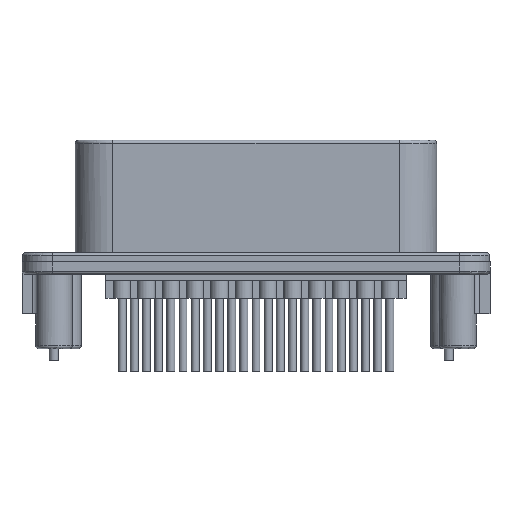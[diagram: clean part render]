
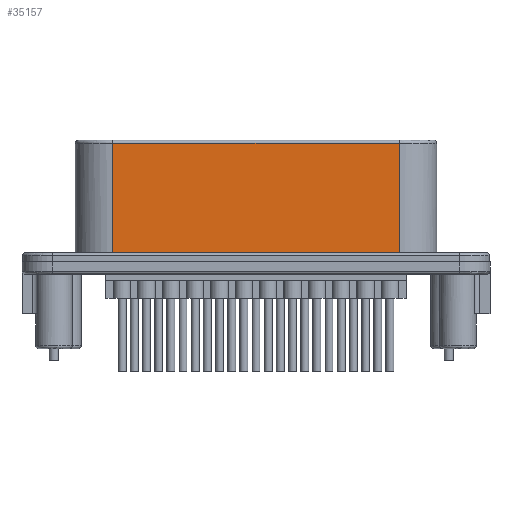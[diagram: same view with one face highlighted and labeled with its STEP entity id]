
A CAD part, front view. The second image highlights one B-rep face of the part: STEP entity #35157.
In plain terms, the highlighted planar face has unit normal (0, -1, 0).
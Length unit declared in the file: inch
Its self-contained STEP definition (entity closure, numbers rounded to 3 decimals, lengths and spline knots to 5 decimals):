
#521 = VECTOR ( 'NONE', #25558, 39.37008 ) ;
#1712 = EDGE_CURVE ( 'NONE', #30464, #14659, #1964, .T. ) ;
#1964 = LINE ( 'NONE', #35337, #11968 ) ;
#2618 = VERTEX_POINT ( 'NONE', #3752 ) ;
#3304 = ORIENTED_EDGE ( 'NONE', *, *, #18991, .T. ) ;
#3752 = CARTESIAN_POINT ( 'NONE',  ( -0.9252, -0.46457, -0.76772 ) ) ;
#4820 = CARTESIAN_POINT ( 'NONE',  ( 0.9252, -0.46457, 0. ) ) ;
#4823 = FACE_OUTER_BOUND ( 'NONE', #27314, .T. ) ;
#5587 = VERTEX_POINT ( 'NONE', #16027 ) ;
#5601 = DIRECTION ( 'NONE',  ( -1., 0., 0. ) ) ;
#8252 = ORIENTED_EDGE ( 'NONE', *, *, #11911, .F. ) ;
#8763 = CARTESIAN_POINT ( 'NONE',  ( -0.9252, -0.46457, 0. ) ) ;
#9338 = EDGE_CURVE ( 'NONE', #5587, #30464, #28863, .T. ) ;
#11808 = LINE ( 'NONE', #14145, #27387 ) ;
#11855 = CARTESIAN_POINT ( 'NONE',  ( 0.9252, -0.46457, -0.01969 ) ) ;
#11911 = EDGE_CURVE ( 'NONE', #2618, #14659, #35586, .T. ) ;
#11968 = VECTOR ( 'NONE', #5601, 39.37008 ) ;
#13449 = DIRECTION ( 'NONE',  ( 0., -1., 0. ) ) ;
#14145 = CARTESIAN_POINT ( 'NONE',  ( 0.93023, -0.46457, -0.76772 ) ) ;
#14659 = VERTEX_POINT ( 'NONE', #29759 ) ;
#16027 = CARTESIAN_POINT ( 'NONE',  ( 0.9252, -0.46457, -0.76772 ) ) ;
#17136 = AXIS2_PLACEMENT_3D ( 'NONE', #28285, #13449, #37889 ) ;
#18912 = ORIENTED_EDGE ( 'NONE', *, *, #1712, .T. ) ;
#18991 = EDGE_CURVE ( 'NONE', #2618, #5587, #11808, .T. ) ;
#20310 = ORIENTED_EDGE ( 'NONE', *, *, #9338, .T. ) ;
#20715 = DIRECTION ( 'NONE',  ( 0., 0., 1. ) ) ;
#22448 = PLANE ( 'NONE',  #17136 ) ;
#25558 = DIRECTION ( 'NONE',  ( 0., 0., 1. ) ) ;
#27314 = EDGE_LOOP ( 'NONE', ( #20310, #18912, #8252, #3304 ) ) ;
#27387 = VECTOR ( 'NONE', #29390, 39.37008 ) ;
#28285 = CARTESIAN_POINT ( 'NONE',  ( -0.9252, -0.46457, 0. ) ) ;
#28863 = LINE ( 'NONE', #4820, #521 ) ;
#29390 = DIRECTION ( 'NONE',  ( 1., 0., 0. ) ) ;
#29759 = CARTESIAN_POINT ( 'NONE',  ( -0.9252, -0.46457, -0.01969 ) ) ;
#30464 = VERTEX_POINT ( 'NONE', #11855 ) ;
#35157 = ADVANCED_FACE ( 'NONE', ( #4823 ), #22448, .T. ) ;
#35337 = CARTESIAN_POINT ( 'NONE',  ( -0.9252, -0.46457, -0.01969 ) ) ;
#35586 = LINE ( 'NONE', #8763, #38193 ) ;
#37889 = DIRECTION ( 'NONE',  ( 0., 0., -1. ) ) ;
#38193 = VECTOR ( 'NONE', #20715, 39.37008 ) ;
